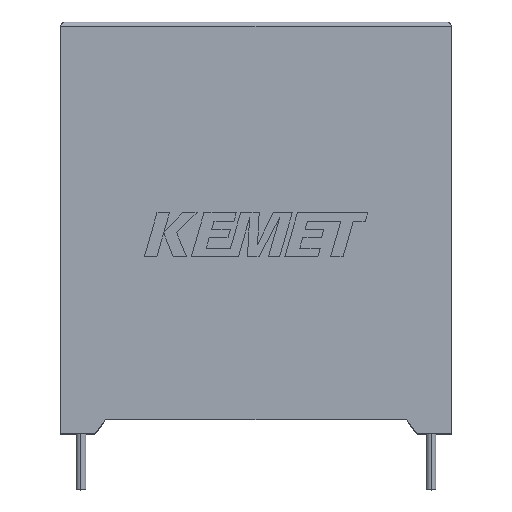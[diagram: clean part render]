
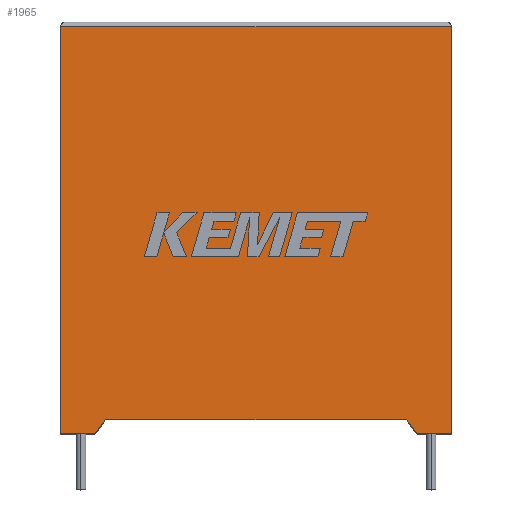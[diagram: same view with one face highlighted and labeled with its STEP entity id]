
A CAD part, top view. The second image highlights one B-rep face of the part: STEP entity #1965.
In plain terms, the highlighted planar face has unit normal (0, 0, 1).
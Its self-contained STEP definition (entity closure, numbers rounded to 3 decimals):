
#67 = CARTESIAN_POINT ( 'NONE',  ( 41.8, 0., 24.3 ) ) ;
#76 = VECTOR ( 'NONE', #2004, 1000. ) ;
#132 = CARTESIAN_POINT ( 'NONE',  ( 0., 43.6, 24.3 ) ) ;
#166 = DIRECTION ( 'NONE',  ( 1., 0., 0. ) ) ;
#219 = CARTESIAN_POINT ( 'NONE',  ( 41.8, 0., 24.3 ) ) ;
#316 = VECTOR ( 'NONE', #355, 1000. ) ;
#337 = PLANE ( 'NONE',  #2303 ) ;
#355 = DIRECTION ( 'NONE',  ( 1., 0., 0. ) ) ;
#368 = VECTOR ( 'NONE', #1050, 1000. ) ;
#375 = CARTESIAN_POINT ( 'NONE',  ( 3.65, 0., 24.3 ) ) ;
#380 = VECTOR ( 'NONE', #2953, 1000. ) ;
#405 = EDGE_CURVE ( 'NONE', #1907, #671, #1095, .T. ) ;
#592 = VERTEX_POINT ( 'NONE', #800 ) ;
#596 = CARTESIAN_POINT ( 'NONE',  ( 38.15, 0., 24.3 ) ) ;
#671 = VERTEX_POINT ( 'NONE', #375 ) ;
#689 = EDGE_CURVE ( 'NONE', #690, #671, #1815, .T. ) ;
#690 = VERTEX_POINT ( 'NONE', #1800 ) ;
#706 = ORIENTED_EDGE ( 'NONE', *, *, #689, .T. ) ;
#800 = CARTESIAN_POINT ( 'NONE',  ( 41.8, 43.6, 24.3 ) ) ;
#898 = LINE ( 'NONE', #596, #76 ) ;
#1009 = EDGE_CURVE ( 'NONE', #1778, #2474, #2981, .T. ) ;
#1016 = FACE_OUTER_BOUND ( 'NONE', #1526, .T. ) ;
#1036 = CARTESIAN_POINT ( 'NONE',  ( 4.811, 1.521, 24.3 ) ) ;
#1050 = DIRECTION ( 'NONE',  ( 0., 1., 0. ) ) ;
#1054 = LINE ( 'NONE', #1064, #380 ) ;
#1062 = EDGE_CURVE ( 'NONE', #1716, #1778, #898, .T. ) ;
#1064 = CARTESIAN_POINT ( 'NONE',  ( 20.9, 1.521, 24.3 ) ) ;
#1084 = DIRECTION ( 'NONE',  ( -1., 0., 0. ) ) ;
#1095 = LINE ( 'NONE', #2029, #2941 ) ;
#1220 = ORIENTED_EDGE ( 'NONE', *, *, #405, .F. ) ;
#1225 = LINE ( 'NONE', #67, #368 ) ;
#1288 = EDGE_CURVE ( 'NONE', #2474, #592, #1225, .T. ) ;
#1358 = LINE ( 'NONE', #132, #1820 ) ;
#1436 = ORIENTED_EDGE ( 'NONE', *, *, #2898, .F. ) ;
#1482 = VECTOR ( 'NONE', #166, 1000. ) ;
#1510 = CARTESIAN_POINT ( 'NONE',  ( 0., 0., 24.3 ) ) ;
#1526 = EDGE_LOOP ( 'NONE', ( #2837, #1790, #1928, #706, #1220, #1436, #2408, #2564 ) ) ;
#1587 = CARTESIAN_POINT ( 'NONE',  ( 0., 43.6, 24.3 ) ) ;
#1707 = DIRECTION ( 'NONE',  ( 0., -1., 0. ) ) ;
#1716 = VERTEX_POINT ( 'NONE', #2026 ) ;
#1778 = VERTEX_POINT ( 'NONE', #3049 ) ;
#1790 = ORIENTED_EDGE ( 'NONE', *, *, #2061, .T. ) ;
#1800 = CARTESIAN_POINT ( 'NONE',  ( 0., 0., 24.3 ) ) ;
#1815 = LINE ( 'NONE', #2789, #1482 ) ;
#1820 = VECTOR ( 'NONE', #1084, 1000. ) ;
#1907 = VERTEX_POINT ( 'NONE', #1036 ) ;
#1928 = ORIENTED_EDGE ( 'NONE', *, *, #2272, .T. ) ;
#1965 = ADVANCED_FACE ( 'NONE', ( #1016 ), #337, .F. ) ;
#1982 = DIRECTION ( 'NONE',  ( 0., 0., -1. ) ) ;
#2004 = DIRECTION ( 'NONE',  ( 0.607, -0.795, 0. ) ) ;
#2026 = CARTESIAN_POINT ( 'NONE',  ( 36.989, 1.521, 24.3 ) ) ;
#2029 = CARTESIAN_POINT ( 'NONE',  ( 3.65, 0., 24.3 ) ) ;
#2061 = EDGE_CURVE ( 'NONE', #592, #2080, #1358, .T. ) ;
#2080 = VERTEX_POINT ( 'NONE', #1587 ) ;
#2165 = LINE ( 'NONE', #2907, #2562 ) ;
#2272 = EDGE_CURVE ( 'NONE', #2080, #690, #2165, .T. ) ;
#2303 = AXIS2_PLACEMENT_3D ( 'NONE', #1510, #1982, #2427 ) ;
#2408 = ORIENTED_EDGE ( 'NONE', *, *, #1062, .T. ) ;
#2427 = DIRECTION ( 'NONE',  ( -1., 0., 0. ) ) ;
#2467 = CARTESIAN_POINT ( 'NONE',  ( 0., 0., 24.3 ) ) ;
#2474 = VERTEX_POINT ( 'NONE', #219 ) ;
#2562 = VECTOR ( 'NONE', #1707, 1000. ) ;
#2564 = ORIENTED_EDGE ( 'NONE', *, *, #1009, .T. ) ;
#2789 = CARTESIAN_POINT ( 'NONE',  ( 0., 0., 24.3 ) ) ;
#2837 = ORIENTED_EDGE ( 'NONE', *, *, #1288, .T. ) ;
#2898 = EDGE_CURVE ( 'NONE', #1716, #1907, #1054, .T. ) ;
#2907 = CARTESIAN_POINT ( 'NONE',  ( 0., 0., 24.3 ) ) ;
#2941 = VECTOR ( 'NONE', #2975, 1000. ) ;
#2953 = DIRECTION ( 'NONE',  ( -1., 0., 0. ) ) ;
#2975 = DIRECTION ( 'NONE',  ( -0.607, -0.795, 0. ) ) ;
#2981 = LINE ( 'NONE', #2467, #316 ) ;
#3049 = CARTESIAN_POINT ( 'NONE',  ( 38.15, 0., 24.3 ) ) ;
